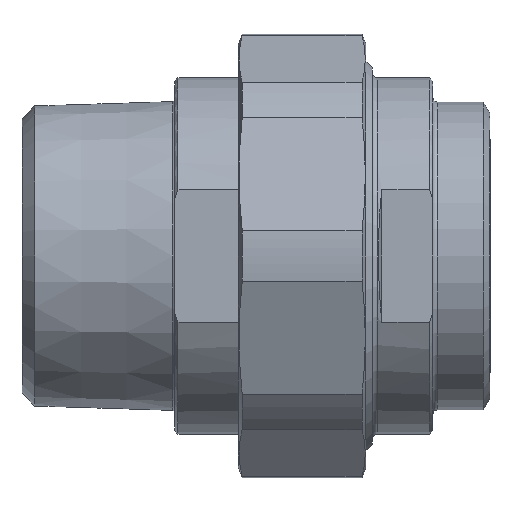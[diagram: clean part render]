
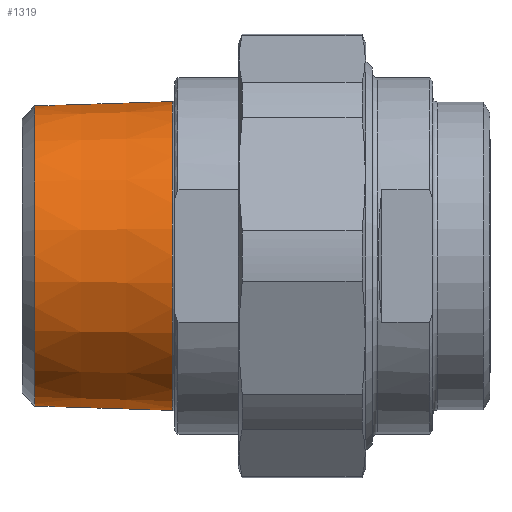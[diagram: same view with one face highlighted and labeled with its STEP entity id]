
A CAD part, front view. The second image highlights one B-rep face of the part: STEP entity #1319.
In plain terms, the highlighted conical face has half-angle 1.8 degrees and reference radius 23.877 mm.
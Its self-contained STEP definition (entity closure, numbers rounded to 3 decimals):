
#75=CONICAL_SURFACE('',#1554,23.877,0.031);
#197=FACE_OUTER_BOUND('',#285,.T.);
#285=EDGE_LOOP('',(#1154,#1155,#1156,#1157,#1158,#1159));
#356=LINE('',#2426,#416);
#416=VECTOR('',#1949,23.877);
#503=CIRCLE('',#1551,24.242);
#505=CIRCLE('',#1553,24.242);
#506=CIRCLE('',#1555,23.563);
#507=CIRCLE('',#1556,23.563);
#634=VERTEX_POINT('',#2419);
#635=VERTEX_POINT('',#2420);
#636=VERTEX_POINT('',#2425);
#637=VERTEX_POINT('',#2427);
#813=EDGE_CURVE('',#634,#635,#503,.T.);
#815=EDGE_CURVE('',#635,#634,#505,.T.);
#816=EDGE_CURVE('',#634,#636,#356,.T.);
#817=EDGE_CURVE('',#637,#636,#506,.T.);
#818=EDGE_CURVE('',#636,#637,#507,.T.);
#1154=ORIENTED_EDGE('',*,*,#813,.F.);
#1155=ORIENTED_EDGE('',*,*,#816,.T.);
#1156=ORIENTED_EDGE('',*,*,#817,.F.);
#1157=ORIENTED_EDGE('',*,*,#818,.F.);
#1158=ORIENTED_EDGE('',*,*,#816,.F.);
#1159=ORIENTED_EDGE('',*,*,#815,.F.);
#1319=ADVANCED_FACE('',(#197),#75,.T.);
#1551=AXIS2_PLACEMENT_3D('',#2421,#1941,#1942);
#1553=AXIS2_PLACEMENT_3D('',#2423,#1945,#1946);
#1554=AXIS2_PLACEMENT_3D('',#2424,#1947,#1948);
#1555=AXIS2_PLACEMENT_3D('',#2428,#1950,#1951);
#1556=AXIS2_PLACEMENT_3D('',#2429,#1952,#1953);
#1941=DIRECTION('center_axis',(1.,0.,0.));
#1942=DIRECTION('ref_axis',(0.,-1.,0.));
#1945=DIRECTION('center_axis',(1.,0.,0.));
#1946=DIRECTION('ref_axis',(0.,-1.,0.));
#1947=DIRECTION('center_axis',(1.,0.,0.));
#1948=DIRECTION('ref_axis',(0.,1.,0.));
#1949=DIRECTION('',(-1.,0.031,0.));
#1950=DIRECTION('center_axis',(-1.,0.,0.));
#1951=DIRECTION('ref_axis',(0.,-1.,0.));
#1952=DIRECTION('center_axis',(-1.,0.,0.));
#1953=DIRECTION('ref_axis',(0.,-1.,0.));
#2419=CARTESIAN_POINT('',(-23.887,-24.242,0.));
#2420=CARTESIAN_POINT('',(-23.887,0.,24.242));
#2421=CARTESIAN_POINT('Origin',(-23.887,0.,0.));
#2423=CARTESIAN_POINT('Origin',(-23.887,0.,0.));
#2424=CARTESIAN_POINT('Origin',(-35.5,0.,0.));
#2425=CARTESIAN_POINT('',(-45.501,-23.563,0.));
#2426=CARTESIAN_POINT('',(-35.5,-23.877,0.));
#2427=CARTESIAN_POINT('',(-45.501,23.563,0.));
#2428=CARTESIAN_POINT('Origin',(-45.501,0.,0.));
#2429=CARTESIAN_POINT('Origin',(-45.501,0.,0.));
